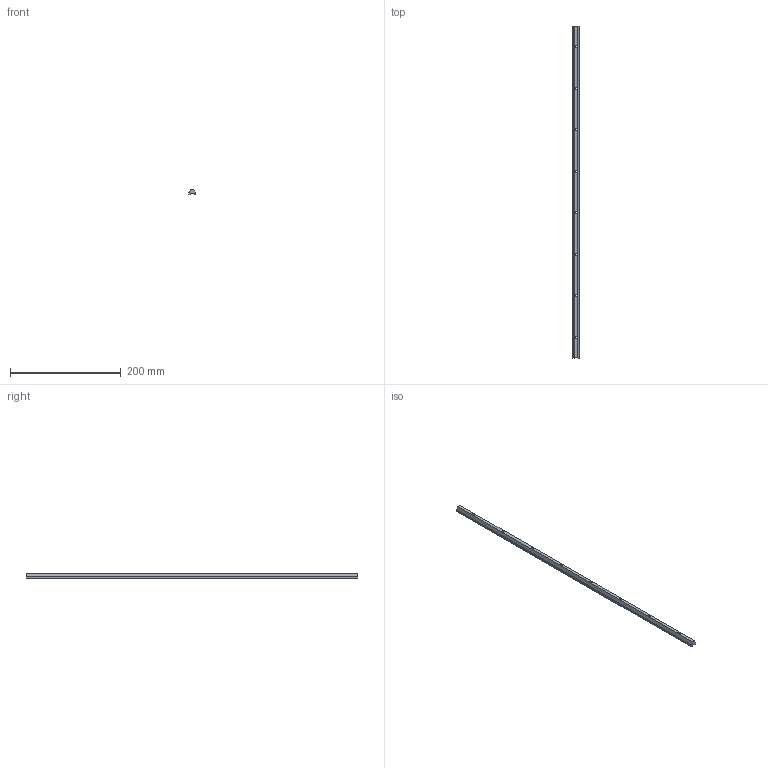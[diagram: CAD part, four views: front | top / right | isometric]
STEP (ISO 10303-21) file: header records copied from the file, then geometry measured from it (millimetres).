
FILE_DESCRIPTION( ( 'STEP AP214' ), '1' );
FILE_NAME( 'STSU-12.stp', '2010-07-30T09:26:03', ( ' ' ), ( ' ' ), 'XStep 1.0', ' ', ' ' );
FILE_SCHEMA( ( 'CONFIG_CONTROL_DESIGN) ( )' ) );
Length unit declared in the file: metre
Products named in the file (1): 1
Bounding box: 11 x 600 x 9.14 mm (x, y, z)
Volume: 42036.5 mm3; surface area: 24097.8 mm2
Topology: 1 solids, 1 shells, 21 faces, 65 edges, 46 vertices
Faces by surface type: plane 12, cylinder 9
Full cylindrical faces by diameter (mm): 4.5 x8
Entity records: 1325 total; most frequent: CARTESIAN_POINT 613, ORIENTED_EDGE 98, DIRECTION 95, EDGE_CURVE 49, EDGE_LOOP 45, VERTEX_POINT 38, AXIS2_PLACEMENT_3D 32, LINE 31
